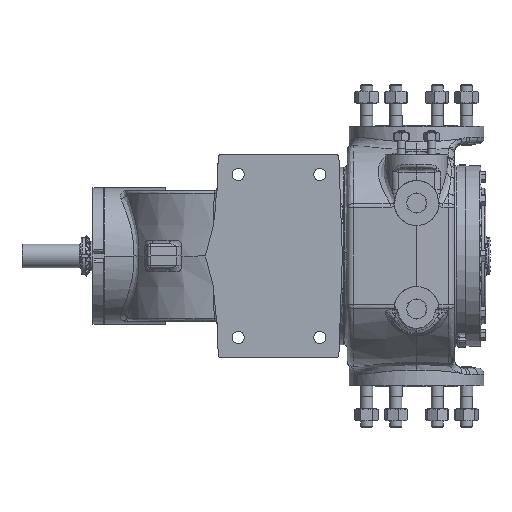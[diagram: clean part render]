
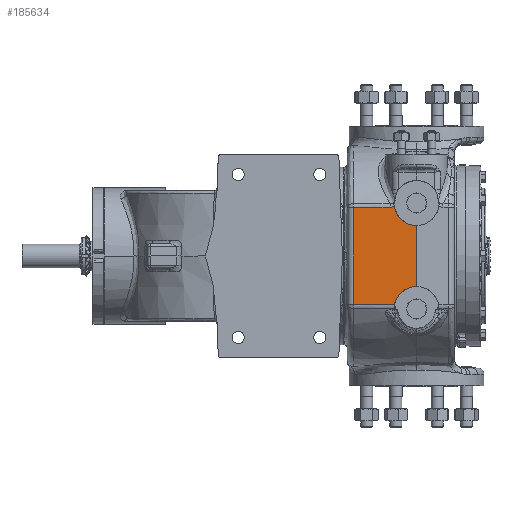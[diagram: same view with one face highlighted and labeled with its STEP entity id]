
A CAD part, front view. The second image highlights one B-rep face of the part: STEP entity #185634.
In plain terms, the highlighted planar face has unit normal (-0.035, -0.999, 0).
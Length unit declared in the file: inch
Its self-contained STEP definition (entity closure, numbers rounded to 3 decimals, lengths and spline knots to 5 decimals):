
#872 = CARTESIAN_POINT ( 'NONE',  ( 2.97048, -6.095, 2.99902 ) ) ;
#1083 = CARTESIAN_POINT ( 'NONE',  ( 3.13518, -6.10075, -2.99401 ) ) ;
#2272 = DIRECTION ( 'NONE',  ( 0.999, -0.035, 0.009 ) ) ;
#2799 = VERTEX_POINT ( 'NONE', #11466 ) ;
#3676 = VECTOR ( 'NONE', #160061, 39.37008 ) ;
#6963 = VECTOR ( 'NONE', #2272, 39.37008 ) ;
#8392 = CARTESIAN_POINT ( 'NONE',  ( 4.498, -6.14834, -1.875 ) ) ;
#9413 = CARTESIAN_POINT ( 'NONE',  ( 3.27542, -6.10565, -2.31565 ) ) ;
#11466 = CARTESIAN_POINT ( 'NONE',  ( 3.13578, -6.10077, 3.063 ) ) ;
#12145 = VERTEX_POINT ( 'NONE', #107374 ) ;
#15341 = VECTOR ( 'NONE', #40703, 39.37008 ) ;
#15472 =( BOUNDED_CURVE ( )  B_SPLINE_CURVE ( 3, ( #189370, #135862, #225033, #118891 ),
 .UNSPECIFIED., .F., .T. ) 
 B_SPLINE_CURVE_WITH_KNOTS ( ( 4, 4 ),
 ( 0.13643, 1.5708 ),
 .UNSPECIFIED. ) 
 CURVE ( )  GEOMETRIC_REPRESENTATION_ITEM ( )  RATIONAL_B_SPLINE_CURVE ( ( 1., 0.836, 0.836, 1. ) ) 
 REPRESENTATION_ITEM ( '' )  );
#18067 = CARTESIAN_POINT ( 'NONE',  ( 3.14698, -6.10116, -2.99431 ) ) ;
#18606 = CARTESIAN_POINT ( 'NONE',  ( 3.05756, -6.09804, 3.02076 ) ) ;
#32582 = EDGE_CURVE ( 'NONE', #199480, #2799, #161602, .T. ) ;
#33298 = DIRECTION ( 'NONE',  ( 0., 0., 1. ) ) ;
#34444 = EDGE_CURVE ( 'NONE', #60419, #12145, #90463, .T. ) ;
#35876 = CARTESIAN_POINT ( 'NONE',  ( 3.14305, -6.10103, -2.99414 ) ) ;
#36442 = CARTESIAN_POINT ( 'NONE',  ( 3.13578, -6.10077, 3.063 ) ) ;
#37447 = EDGE_CURVE ( 'NONE', #122720, #96422, #167610, .T. ) ;
#40703 = DIRECTION ( 'NONE',  ( -0.999, 0.035, 0.009 ) ) ;
#41990 = VERTEX_POINT ( 'NONE', #8392 ) ;
#49459 = VERTEX_POINT ( 'NONE', #51144 ) ;
#51144 = CARTESIAN_POINT ( 'NONE',  ( 4.498, -6.14834, 1.875 ) ) ;
#56793 = ORIENTED_EDGE ( 'NONE', *, *, #37447, .F. ) ;
#60419 = VERTEX_POINT ( 'NONE', #226321 ) ;
#63630 = CARTESIAN_POINT ( 'NONE',  ( 0.25, -6., -5. ) ) ;
#73238 = FACE_OUTER_BOUND ( 'NONE', #176798, .T. ) ;
#74345 = EDGE_CURVE ( 'NONE', #96422, #199480, #101041, .T. ) ;
#76279 = CARTESIAN_POINT ( 'NONE',  ( 3.13518, -6.10075, -2.99401 ) ) ;
#77430 = CARTESIAN_POINT ( 'NONE',  ( 0.61674, -6.01281, 2.9719 ) ) ;
#79757 = CARTESIAN_POINT ( 'NONE',  ( 4.498, -6.14834, -1.875 ) ) ;
#81452 = DIRECTION ( 'NONE',  ( 0.035, 0.999, 0. ) ) ;
#82453 = EDGE_CURVE ( 'NONE', #49459, #41990, #164039, .T. ) ;
#89044 = CARTESIAN_POINT ( 'NONE',  ( 2.88128, -6.09189, 2.99179 ) ) ;
#89394 = EDGE_CURVE ( 'NONE', #12145, #122720, #109408, .T. ) ;
#90463 = B_SPLINE_CURVE_WITH_KNOTS ( 'NONE', 3,
 ( #18067, #35876, #107036, #1083 ),
 .UNSPECIFIED., .F., .F.,
 ( 4, 4 ),
 ( 0., 1. ),
 .UNSPECIFIED. ) ;
#96422 = VERTEX_POINT ( 'NONE', #77430 ) ;
#101041 = LINE ( 'NONE', #214269, #6963 ) ;
#106639 = ORIENTED_EDGE ( 'NONE', *, *, #74345, .F. ) ;
#106840 = CARTESIAN_POINT ( 'NONE',  ( 2.92611, -6.09345, 2.99339 ) ) ;
#107036 = CARTESIAN_POINT ( 'NONE',  ( 3.13911, -6.10089, -2.99404 ) ) ;
#107374 = CARTESIAN_POINT ( 'NONE',  ( 3.13518, -6.10075, -2.99401 ) ) ;
#107888 = ORIENTED_EDGE ( 'NONE', *, *, #82453, .F. ) ;
#109408 = LINE ( 'NONE', #76279, #15341 ) ;
#109565 = ORIENTED_EDGE ( 'NONE', *, *, #34444, .F. ) ;
#110067 = CARTESIAN_POINT ( 'NONE',  ( 0.61674, -6.01281, -2.9719 ) ) ;
#118891 = CARTESIAN_POINT ( 'NONE',  ( 4.498, -6.14834, 1.875 ) ) ;
#118991 = ORIENTED_EDGE ( 'NONE', *, *, #123666, .F. ) ;
#121436 = CARTESIAN_POINT ( 'NONE',  ( 0.61674, -6.01281, -5. ) ) ;
#122720 = VERTEX_POINT ( 'NONE', #110067 ) ;
#123666 = EDGE_CURVE ( 'NONE', #2799, #49459, #15472, .T. ) ;
#124473 = CARTESIAN_POINT ( 'NONE',  ( 4.498, -6.14834, -5. ) ) ;
#124521 = CARTESIAN_POINT ( 'NONE',  ( 2.99263, -6.09577, 3.00328 ) ) ;
#133026 = CARTESIAN_POINT ( 'NONE',  ( 3.14698, -6.10116, -2.99431 ) ) ;
#135862 = CARTESIAN_POINT ( 'NONE',  ( 3.23382, -6.1042, 2.34881 ) ) ;
#142269 = CARTESIAN_POINT ( 'NONE',  ( 3.09816, -6.09946, 3.03844 ) ) ;
#144486 =( BOUNDED_CURVE ( )  B_SPLINE_CURVE ( 3, ( #79757, #185747, #9413, #133026 ),
 .UNSPECIFIED., .F., .T. ) 
 B_SPLINE_CURVE_WITH_KNOTS ( ( 4, 4 ),
 ( 4.71239, 6.09614 ),
 .UNSPECIFIED. ) 
 CURVE ( )  GEOMETRIC_REPRESENTATION_ITEM ( )  RATIONAL_B_SPLINE_CURVE ( ( 1., 0.847, 0.847, 1. ) ) 
 REPRESENTATION_ITEM ( '' )  );
#150054 = EDGE_CURVE ( 'NONE', #41990, #60419, #144486, .T. ) ;
#151886 = AXIS2_PLACEMENT_3D ( 'NONE', #63630, #81452, #205241 ) ;
#155245 = CARTESIAN_POINT ( 'NONE',  ( 2.88128, -6.09189, 2.99179 ) ) ;
#160061 = DIRECTION ( 'NONE',  ( 0., 0., -1. ) ) ;
#161602 = B_SPLINE_CURVE_WITH_KNOTS ( 'NONE', 3,
 ( #89044, #195036, #106840, #872, #124521, #18606, #142269, #36442 ),
 .UNSPECIFIED., .F., .F.,
 ( 4, 2, 2, 4 ),
 ( 0., 0.25, 0.5, 1. ),
 .UNSPECIFIED. ) ;
#164039 = LINE ( 'NONE', #124473, #3676 ) ;
#165300 = ORIENTED_EDGE ( 'NONE', *, *, #32582, .F. ) ;
#167610 = LINE ( 'NONE', #121436, #220385 ) ;
#169533 = PLANE ( 'NONE',  #151886 ) ;
#176798 = EDGE_LOOP ( 'NONE', ( #107888, #118991, #165300, #106639, #56793, #192480, #109565, #226727 ) ) ;
#185634 = ADVANCED_FACE ( 'NONE', ( #73238 ), #169533, .F. ) ;
#185747 = CARTESIAN_POINT ( 'NONE',  ( 3.8073, -6.12422, -1.875 ) ) ;
#189370 = CARTESIAN_POINT ( 'NONE',  ( 3.13578, -6.10077, 3.063 ) ) ;
#192480 = ORIENTED_EDGE ( 'NONE', *, *, #89394, .F. ) ;
#195036 = CARTESIAN_POINT ( 'NONE',  ( 2.90376, -6.09267, 2.99198 ) ) ;
#199480 = VERTEX_POINT ( 'NONE', #155245 ) ;
#205241 = DIRECTION ( 'NONE',  ( -0.999, 0.035, 0. ) ) ;
#214269 = CARTESIAN_POINT ( 'NONE',  ( 0.61674, -6.01281, 2.9719 ) ) ;
#220385 = VECTOR ( 'NONE', #33298, 39.37008 ) ;
#225033 = CARTESIAN_POINT ( 'NONE',  ( 3.77712, -6.12317, 1.875 ) ) ;
#226321 = CARTESIAN_POINT ( 'NONE',  ( 3.14698, -6.10116, -2.99431 ) ) ;
#226727 = ORIENTED_EDGE ( 'NONE', *, *, #150054, .F. ) ;
